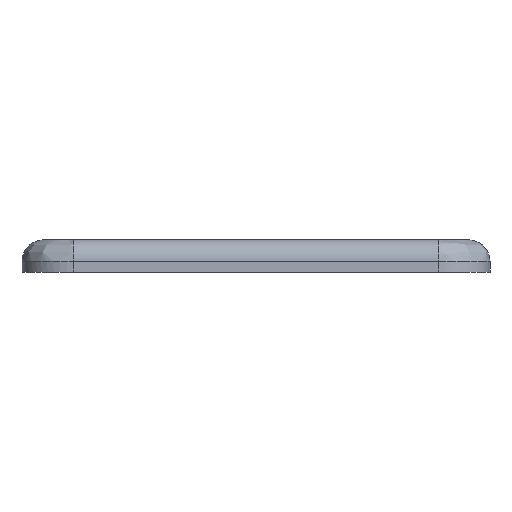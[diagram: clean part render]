
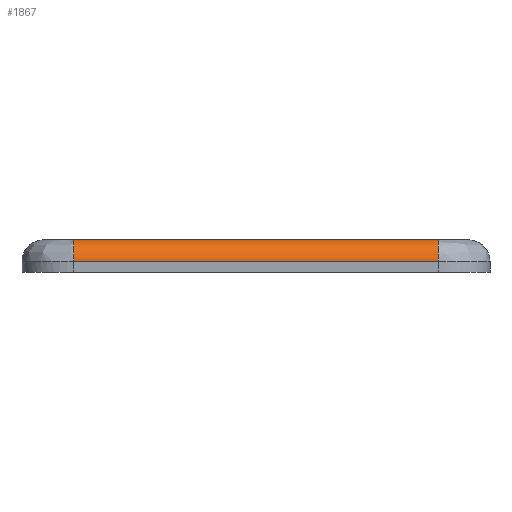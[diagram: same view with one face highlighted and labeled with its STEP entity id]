
A CAD part, left-side view. The second image highlights one B-rep face of the part: STEP entity #1867.
In plain terms, the highlighted cylindrical face has radius 5 mm (diameter 10 mm), a partial arc.
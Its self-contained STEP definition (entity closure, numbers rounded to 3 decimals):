
#270=FACE_OUTER_BOUND('',#390,.T.);
#390=EDGE_LOOP('',(#1582,#1583,#1584,#1585));
#436=LINE('',#2815,#570);
#523=LINE('',#4432,#657);
#570=VECTOR('',#2074,10.);
#657=VECTOR('',#2371,10.);
#755=CIRCLE('',#2016,5.);
#761=CIRCLE('',#2025,5.);
#774=VERTEX_POINT('',#2772);
#780=VERTEX_POINT('',#2805);
#897=VERTEX_POINT('',#4228);
#903=VERTEX_POINT('',#4420);
#952=EDGE_CURVE('',#774,#780,#436,.T.);
#1135=EDGE_CURVE('',#774,#897,#755,.T.);
#1147=EDGE_CURVE('',#903,#780,#761,.T.);
#1149=EDGE_CURVE('',#903,#897,#523,.T.);
#1582=ORIENTED_EDGE('',*,*,#1135,.F.);
#1583=ORIENTED_EDGE('',*,*,#952,.T.);
#1584=ORIENTED_EDGE('',*,*,#1147,.F.);
#1585=ORIENTED_EDGE('',*,*,#1149,.T.);
#1781=CYLINDRICAL_SURFACE('',#2026,5.);
#1867=ADVANCED_FACE('',(#270),#1781,.T.);
#2016=AXIS2_PLACEMENT_3D('',#4229,#2346,#2347);
#2025=AXIS2_PLACEMENT_3D('',#4421,#2367,#2368);
#2026=AXIS2_PLACEMENT_3D('',#4431,#2369,#2370);
#2074=DIRECTION('',(0.,1.,0.));
#2346=DIRECTION('center_axis',(0.,-1.,0.));
#2347=DIRECTION('ref_axis',(0.,0.,1.));
#2367=DIRECTION('center_axis',(0.,1.,0.));
#2368=DIRECTION('ref_axis',(-1.,0.,0.));
#2369=DIRECTION('center_axis',(0.,-1.,0.));
#2370=DIRECTION('ref_axis',(-0.707,0.,0.707));
#2371=DIRECTION('',(0.,-1.,0.));
#2772=CARTESIAN_POINT('',(-101.63,-42.244,21.));
#2805=CARTESIAN_POINT('',(-101.63,42.244,21.));
#2815=CARTESIAN_POINT('',(-101.63,21.122,21.));
#4228=CARTESIAN_POINT('',(-106.63,-42.244,16.));
#4229=CARTESIAN_POINT('Origin',(-101.63,-42.244,16.));
#4420=CARTESIAN_POINT('',(-106.63,42.244,16.));
#4421=CARTESIAN_POINT('Origin',(-101.63,42.244,16.));
#4431=CARTESIAN_POINT('Origin',(-101.63,21.122,16.));
#4432=CARTESIAN_POINT('',(-106.63,21.122,16.));
